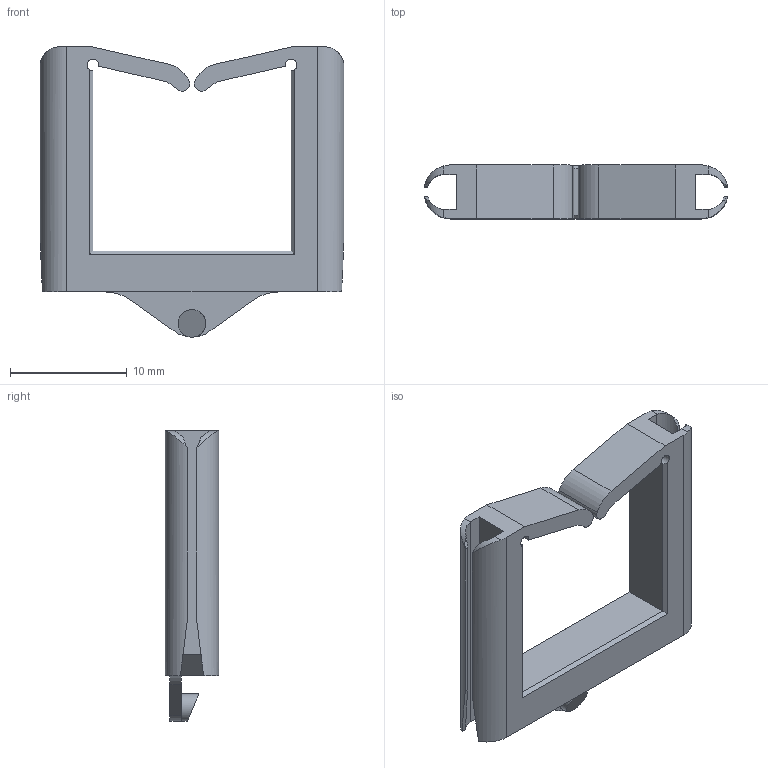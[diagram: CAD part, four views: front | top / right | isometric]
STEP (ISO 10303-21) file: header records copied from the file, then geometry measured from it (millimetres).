
FILE_DESCRIPTION(/* description */ ('Unknown'),/* implementation_level */ '2;1');
FILE_NAME(/* name */ '500925000',/* time_stamp */ '2018-07-11T07:44:34+02:00',/* author */ ('Unknown'),/* organization */ ('Unknown'),/* preprocessor_version */ 'ST-DEVELOPER v16.7',/* originating_system */ 'DEX',/* authorisation */ $);
FILE_SCHEMA (('AUTOMOTIVE_DESIGN {1 0 10303 214 3 1 1}'));
Length unit declared in the file: millimetre
Products named in the file (1): 500925000
Bounding box: 26 x 4.6 x 24.88 mm (x, y, z)
Volume: 896.5 mm3; surface area: 1583.1 mm2
Topology: 1 solids, 1 shells, 67 faces, 182 edges, 118 vertices
Faces by surface type: plane 43, cylinder 24
Full cylindrical faces by diameter (mm): 2.35 x1
Entity records: 2158 total; most frequent: CARTESIAN_POINT 399, DIRECTION 370, ORIENTED_EDGE 362, EDGE_CURVE 181, AXIS2_PLACEMENT_3D 129, VERTEX_POINT 118, LINE 112, VECTOR 112
